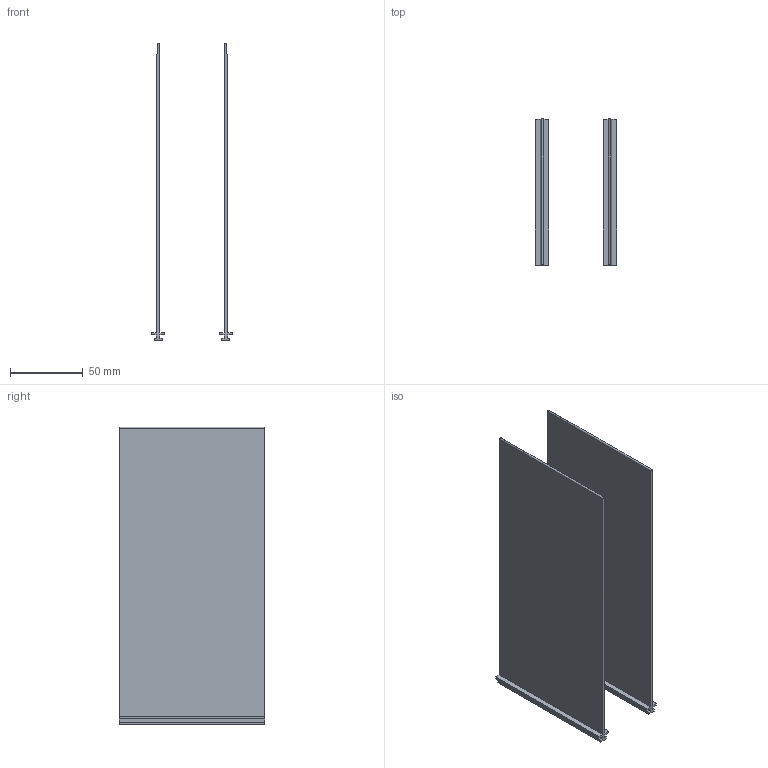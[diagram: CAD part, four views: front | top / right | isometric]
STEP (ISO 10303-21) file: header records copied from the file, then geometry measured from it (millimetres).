
FILE_DESCRIPTION(('CATIA V5 STEP Exchange'),'2;1');
FILE_NAME('1SDH001294R0148_1PA_001_00_A3_3p_PS_200mm_sup.stp','2014-12-04T15:44:09+00:00',('none'),('none'),'CATIA Version 5 Release 20 SP 1 (IN-10)','CATIA V5 STEP AP214','none');
FILE_SCHEMA(('AUTOMOTIVE_DESIGN { 1 0 10303 214 1 1 1 1 }'));
Length unit declared in the file: millimetre
Products named in the file (1): 1SDH001294R0148_1PA_001_00_A3_3p_PS_200mm_sup
Bounding box: 55.5 x 100 x 203.8 mm (x, y, z)
Volume: 84773.6 mm3; surface area: 87620.9 mm2
Topology: 2 solids, 2 shells, 36 faces, 96 edges, 64 vertices
Faces by surface type: plane 34, cylinder 2
Entity records: 1073 total; most frequent: ORIENTED_EDGE 192, CARTESIAN_POINT 186, DIRECTION 146, EDGE_CURVE 96, VECTOR 92, LINE 92, VERTEX_POINT 64, ADVANCED_FACE 36
